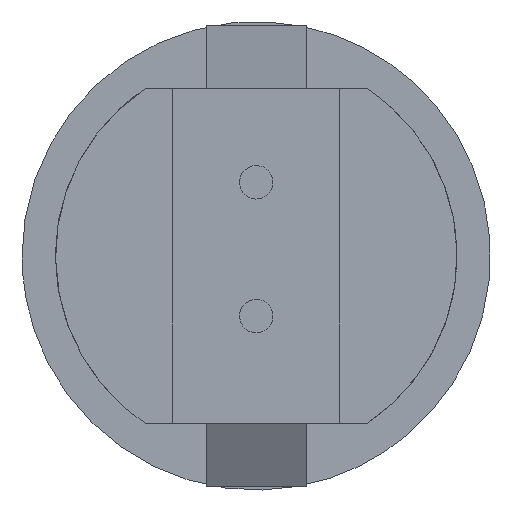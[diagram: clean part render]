
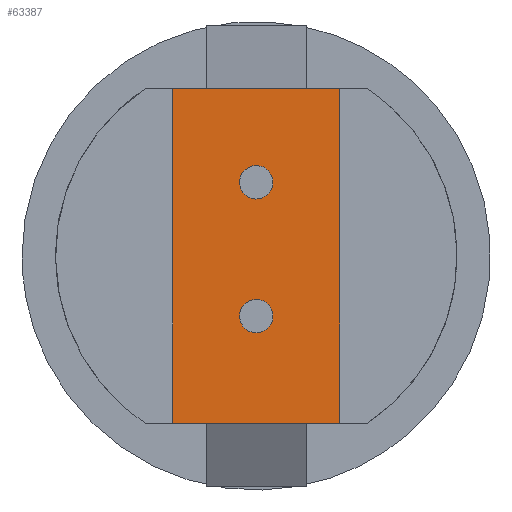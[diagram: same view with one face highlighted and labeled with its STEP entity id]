
A CAD part, front view. The second image highlights one B-rep face of the part: STEP entity #63387.
In plain terms, the highlighted free-form (B-spline) face has degree [1, 1] with [2, 2] control points.
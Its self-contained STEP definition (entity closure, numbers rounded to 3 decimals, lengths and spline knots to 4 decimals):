
#63229 = VERTEX_POINT('',#63230);
#63230 = CARTESIAN_POINT('',(-2.0684,-11.9165,
    7.2823));
#63235 = EDGE_CURVE('',#63236,#63229,#63238,.T.);
#63236 = VERTEX_POINT('',#63237);
#63237 = CARTESIAN_POINT('',(2.0693,-11.9165,
    7.2823));
#63238 = B_SPLINE_CURVE_WITH_KNOTS('',1,(#63239,#63240),.UNSPECIFIED.,
  .F.,.F.,(2,2),(-2.5,2.5),.PIECEWISE_BEZIER_KNOTS.);
#63239 = CARTESIAN_POINT('',(2.0693,-11.9165,
    7.2823));
#63240 = CARTESIAN_POINT('',(-2.0684,-11.9165,
    7.2823));
#63363 = EDGE_CURVE('',#63364,#63229,#63366,.T.);
#63364 = VERTEX_POINT('',#63365);
#63365 = CARTESIAN_POINT('',(-2.0684,-11.9165,
    -0.993));
#63366 = B_SPLINE_CURVE_WITH_KNOTS('',1,(#63367,#63368),.UNSPECIFIED.,
  .F.,.F.,(2,2),(-2.5,7.5),.PIECEWISE_BEZIER_KNOTS.);
#63367 = CARTESIAN_POINT('',(-2.0684,-11.9165,
    -0.993));
#63368 = CARTESIAN_POINT('',(-2.0684,-11.9165,
    7.2823));
#63387 = ADVANCED_FACE('',(#63388),#63404,.T.);
#63388 = FACE_BOUND('',#63389,.T.);
#63389 = EDGE_LOOP('',(#63390,#63397,#63402,#63403));
#63390 = ORIENTED_EDGE('',*,*,#63391,.T.);
#63391 = EDGE_CURVE('',#63364,#63392,#63394,.T.);
#63392 = VERTEX_POINT('',#63393);
#63393 = CARTESIAN_POINT('',(2.0693,-11.9165,
    -0.993));
#63394 = B_SPLINE_CURVE_WITH_KNOTS('',1,(#63395,#63396),.UNSPECIFIED.,
  .F.,.F.,(2,2),(-2.5,2.5),
  .PIECEWISE_BEZIER_KNOTS.);
#63395 = CARTESIAN_POINT('',(-2.0684,-11.9165,
    -0.993));
#63396 = CARTESIAN_POINT('',(2.0693,-11.9165,
    -0.993));
#63397 = ORIENTED_EDGE('',*,*,#63398,.F.);
#63398 = EDGE_CURVE('',#63236,#63392,#63399,.T.);
#63399 = B_SPLINE_CURVE_WITH_KNOTS('',1,(#63400,#63401),.UNSPECIFIED.,
  .F.,.F.,(2,2),(-2.5,7.5),.PIECEWISE_BEZIER_KNOTS.);
#63400 = CARTESIAN_POINT('',(2.0693,-11.9165,
    7.2823));
#63401 = CARTESIAN_POINT('',(2.0693,-11.9165,
    -0.993));
#63402 = ORIENTED_EDGE('',*,*,#63235,.T.);
#63403 = ORIENTED_EDGE('',*,*,#63363,.F.);
#63404 = B_SPLINE_SURFACE_WITH_KNOTS('',1,1,(
    (#63405,#63406)
    ,(#63407,#63408
    )),.UNSPECIFIED.,.F.,.F.,.F.,(2,2),(2,2),(0.,
    10.),(-2.5,2.5),.PIECEWISE_BEZIER_KNOTS.);
#63405 = CARTESIAN_POINT('',(-2.0684,-11.9165,
    7.2823));
#63406 = CARTESIAN_POINT('',(2.0693,-11.9165,
    7.2823));
#63407 = CARTESIAN_POINT('',(-2.0684,-11.9165,
    -0.993));
#63408 = CARTESIAN_POINT('',(2.0693,-11.9165,
    -0.993));
